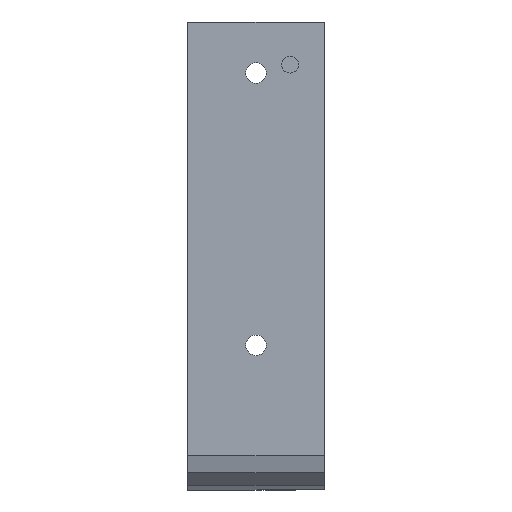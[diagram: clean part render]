
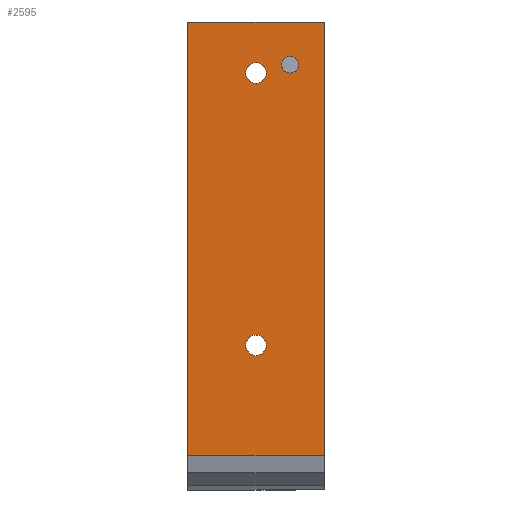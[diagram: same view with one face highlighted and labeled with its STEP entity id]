
A CAD part, front view. The second image highlights one B-rep face of the part: STEP entity #2595.
In plain terms, the highlighted planar face has unit normal (0, -1, 0).
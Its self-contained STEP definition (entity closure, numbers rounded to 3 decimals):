
#1030 = PLANE('',#1031);
#1031 = AXIS2_PLACEMENT_3D('',#1032,#1033,#1034);
#1032 = CARTESIAN_POINT('',(1710.,4074.357,53.524)
  );
#1033 = DIRECTION('',(-1.,0.,-0.));
#1034 = DIRECTION('',(0.,1.,0.));
#1086 = PLANE('',#1087);
#1087 = AXIS2_PLACEMENT_3D('',#1088,#1089,#1090);
#1088 = CARTESIAN_POINT('',(1790.,4074.357,53.524)
  );
#1089 = DIRECTION('',(1.,0.,0.));
#1090 = DIRECTION('',(0.,-1.,0.));
#1567 = VERTEX_POINT('',#1568);
#1568 = CARTESIAN_POINT('',(1710.,4000.,20.));
#1582 = PLANE('',#1583);
#1583 = AXIS2_PLACEMENT_3D('',#1584,#1585,#1586);
#1584 = CARTESIAN_POINT('',(1750.,4001.34,15.)
  );
#1585 = DIRECTION('',(0.,-0.966,
    -0.259));
#1586 = DIRECTION('',(0.,0.259,-0.966));
#1594 = EDGE_CURVE('',#1567,#1595,#1597,.T.);
#1595 = VERTEX_POINT('',#1596);
#1596 = CARTESIAN_POINT('',(1710.,4000.,275.));
#1597 = SURFACE_CURVE('',#1598,(#1602,#1609),.PCURVE_S1.);
#1598 = LINE('',#1599,#1600);
#1599 = CARTESIAN_POINT('',(1710.,4000.,20.));
#1600 = VECTOR('',#1601,1.);
#1601 = DIRECTION('',(0.,0.,1.));
#1602 = PCURVE('',#1030,#1603);
#1603 = DEFINITIONAL_REPRESENTATION('',(#1604),#1608);
#1604 = LINE('',#1605,#1606);
#1605 = CARTESIAN_POINT('',(-74.357,33.524));
#1606 = VECTOR('',#1607,1.);
#1607 = DIRECTION('',(0.,-1.));
#1608 = ( GEOMETRIC_REPRESENTATION_CONTEXT(2) 
PARAMETRIC_REPRESENTATION_CONTEXT() REPRESENTATION_CONTEXT('2D SPACE',''
  ) );
#1609 = PCURVE('',#1610,#1615);
#1610 = PLANE('',#1611);
#1611 = AXIS2_PLACEMENT_3D('',#1612,#1613,#1614);
#1612 = CARTESIAN_POINT('',(1750.,4000.,147.5));
#1613 = DIRECTION('',(0.,-1.,0.));
#1614 = DIRECTION('',(1.,0.,0.));
#1615 = DEFINITIONAL_REPRESENTATION('',(#1616),#1620);
#1616 = LINE('',#1617,#1618);
#1617 = CARTESIAN_POINT('',(-40.,-127.5));
#1618 = VECTOR('',#1619,1.);
#1619 = DIRECTION('',(0.,1.));
#1620 = ( GEOMETRIC_REPRESENTATION_CONTEXT(2) 
PARAMETRIC_REPRESENTATION_CONTEXT() REPRESENTATION_CONTEXT('2D SPACE',''
  ) );
#1636 = PLANE('',#1637);
#1637 = AXIS2_PLACEMENT_3D('',#1638,#1639,#1640);
#1638 = CARTESIAN_POINT('',(1750.,4004.,275.));
#1639 = DIRECTION('',(0.,0.,1.));
#1640 = DIRECTION('',(-1.,-0.,0.));
#1749 = EDGE_CURVE('',#1750,#1752,#1754,.T.);
#1750 = VERTEX_POINT('',#1751);
#1751 = CARTESIAN_POINT('',(1790.,4000.,20.));
#1752 = VERTEX_POINT('',#1753);
#1753 = CARTESIAN_POINT('',(1790.,4000.,275.));
#1754 = SURFACE_CURVE('',#1755,(#1759,#1766),.PCURVE_S1.);
#1755 = LINE('',#1756,#1757);
#1756 = CARTESIAN_POINT('',(1790.,4000.,20.));
#1757 = VECTOR('',#1758,1.);
#1758 = DIRECTION('',(0.,0.,1.));
#1759 = PCURVE('',#1086,#1760);
#1760 = DEFINITIONAL_REPRESENTATION('',(#1761),#1765);
#1761 = LINE('',#1762,#1763);
#1762 = CARTESIAN_POINT('',(74.357,33.524));
#1763 = VECTOR('',#1764,1.);
#1764 = DIRECTION('',(0.,-1.));
#1765 = ( GEOMETRIC_REPRESENTATION_CONTEXT(2) 
PARAMETRIC_REPRESENTATION_CONTEXT() REPRESENTATION_CONTEXT('2D SPACE',''
  ) );
#1766 = PCURVE('',#1610,#1767);
#1767 = DEFINITIONAL_REPRESENTATION('',(#1768),#1772);
#1768 = LINE('',#1769,#1770);
#1769 = CARTESIAN_POINT('',(40.,-127.5));
#1770 = VECTOR('',#1771,1.);
#1771 = DIRECTION('',(0.,1.));
#1772 = ( GEOMETRIC_REPRESENTATION_CONTEXT(2) 
PARAMETRIC_REPRESENTATION_CONTEXT() REPRESENTATION_CONTEXT('2D SPACE',''
  ) );
#2360 = CYLINDRICAL_SURFACE('',#2361,6.);
#2361 = AXIS2_PLACEMENT_3D('',#2362,#2363,#2364);
#2362 = CARTESIAN_POINT('',(1750.,3999.9,85.));
#2363 = DIRECTION('',(0.,-1.,0.));
#2364 = DIRECTION('',(0.,0.,-1.));
#2394 = CYLINDRICAL_SURFACE('',#2395,5.);
#2395 = AXIS2_PLACEMENT_3D('',#2396,#2397,#2398);
#2396 = CARTESIAN_POINT('',(1770.,3999.9,250.));
#2397 = DIRECTION('',(0.,-1.,0.));
#2398 = DIRECTION('',(0.,0.,-1.));
#2428 = CYLINDRICAL_SURFACE('',#2429,6.);
#2429 = AXIS2_PLACEMENT_3D('',#2430,#2431,#2432);
#2430 = CARTESIAN_POINT('',(1750.,3999.9,245.));
#2431 = DIRECTION('',(0.,-1.,0.));
#2432 = DIRECTION('',(0.,0.,-1.));
#2574 = EDGE_CURVE('',#1750,#1567,#2575,.T.);
#2575 = SURFACE_CURVE('',#2576,(#2580,#2587),.PCURVE_S1.);
#2576 = LINE('',#2577,#2578);
#2577 = CARTESIAN_POINT('',(1790.,4000.,20.));
#2578 = VECTOR('',#2579,1.);
#2579 = DIRECTION('',(-1.,-0.,0.));
#2580 = PCURVE('',#1582,#2581);
#2581 = DEFINITIONAL_REPRESENTATION('',(#2582),#2586);
#2582 = LINE('',#2583,#2584);
#2583 = CARTESIAN_POINT('',(-5.176,40.));
#2584 = VECTOR('',#2585,1.);
#2585 = DIRECTION('',(0.,-1.));
#2586 = ( GEOMETRIC_REPRESENTATION_CONTEXT(2) 
PARAMETRIC_REPRESENTATION_CONTEXT() REPRESENTATION_CONTEXT('2D SPACE',''
  ) );
#2587 = PCURVE('',#1610,#2588);
#2588 = DEFINITIONAL_REPRESENTATION('',(#2589),#2593);
#2589 = LINE('',#2590,#2591);
#2590 = CARTESIAN_POINT('',(40.,-127.5));
#2591 = VECTOR('',#2592,1.);
#2592 = DIRECTION('',(-1.,0.));
#2593 = ( GEOMETRIC_REPRESENTATION_CONTEXT(2) 
PARAMETRIC_REPRESENTATION_CONTEXT() REPRESENTATION_CONTEXT('2D SPACE',''
  ) );
#2595 = ADVANCED_FACE('',(#2596,#2622,#2647,#2672),#1610,.T.);
#2596 = FACE_BOUND('',#2597,.T.);
#2597 = EDGE_LOOP('',(#2598,#2599,#2600,#2601));
#2598 = ORIENTED_EDGE('',*,*,#1594,.F.);
#2599 = ORIENTED_EDGE('',*,*,#2574,.F.);
#2600 = ORIENTED_EDGE('',*,*,#1749,.T.);
#2601 = ORIENTED_EDGE('',*,*,#2602,.T.);
#2602 = EDGE_CURVE('',#1752,#1595,#2603,.T.);
#2603 = SURFACE_CURVE('',#2604,(#2608,#2615),.PCURVE_S1.);
#2604 = LINE('',#2605,#2606);
#2605 = CARTESIAN_POINT('',(1790.,4000.,275.));
#2606 = VECTOR('',#2607,1.);
#2607 = DIRECTION('',(-1.,0.,0.));
#2608 = PCURVE('',#1610,#2609);
#2609 = DEFINITIONAL_REPRESENTATION('',(#2610),#2614);
#2610 = LINE('',#2611,#2612);
#2611 = CARTESIAN_POINT('',(40.,127.5));
#2612 = VECTOR('',#2613,1.);
#2613 = DIRECTION('',(-1.,0.));
#2614 = ( GEOMETRIC_REPRESENTATION_CONTEXT(2) 
PARAMETRIC_REPRESENTATION_CONTEXT() REPRESENTATION_CONTEXT('2D SPACE',''
  ) );
#2615 = PCURVE('',#1636,#2616);
#2616 = DEFINITIONAL_REPRESENTATION('',(#2617),#2621);
#2617 = LINE('',#2618,#2619);
#2618 = CARTESIAN_POINT('',(-40.,4.));
#2619 = VECTOR('',#2620,1.);
#2620 = DIRECTION('',(1.,0.));
#2621 = ( GEOMETRIC_REPRESENTATION_CONTEXT(2) 
PARAMETRIC_REPRESENTATION_CONTEXT() REPRESENTATION_CONTEXT('2D SPACE',''
  ) );
#2622 = FACE_BOUND('',#2623,.T.);
#2623 = EDGE_LOOP('',(#2624));
#2624 = ORIENTED_EDGE('',*,*,#2625,.F.);
#2625 = EDGE_CURVE('',#2626,#2626,#2628,.T.);
#2626 = VERTEX_POINT('',#2627);
#2627 = CARTESIAN_POINT('',(1750.,4000.,79.));
#2628 = SURFACE_CURVE('',#2629,(#2634,#2641),.PCURVE_S1.);
#2629 = CIRCLE('',#2630,6.);
#2630 = AXIS2_PLACEMENT_3D('',#2631,#2632,#2633);
#2631 = CARTESIAN_POINT('',(1750.,4000.,85.));
#2632 = DIRECTION('',(0.,-1.,0.));
#2633 = DIRECTION('',(0.,0.,-1.));
#2634 = PCURVE('',#1610,#2635);
#2635 = DEFINITIONAL_REPRESENTATION('',(#2636),#2640);
#2636 = CIRCLE('',#2637,6.);
#2637 = AXIS2_PLACEMENT_2D('',#2638,#2639);
#2638 = CARTESIAN_POINT('',(0.,-62.5));
#2639 = DIRECTION('',(0.,-1.));
#2640 = ( GEOMETRIC_REPRESENTATION_CONTEXT(2) 
PARAMETRIC_REPRESENTATION_CONTEXT() REPRESENTATION_CONTEXT('2D SPACE',''
  ) );
#2641 = PCURVE('',#2360,#2642);
#2642 = DEFINITIONAL_REPRESENTATION('',(#2643),#2646);
#2643 = B_SPLINE_CURVE_WITH_KNOTS('',1,(#2644,#2645),.UNSPECIFIED.,.F.,
  .F.,(2,2),(0.,6.283),.PIECEWISE_BEZIER_KNOTS.);
#2644 = CARTESIAN_POINT('',(-6.283,-0.1));
#2645 = CARTESIAN_POINT('',(0.,-0.1));
#2646 = ( GEOMETRIC_REPRESENTATION_CONTEXT(2) 
PARAMETRIC_REPRESENTATION_CONTEXT() REPRESENTATION_CONTEXT('2D SPACE',''
  ) );
#2647 = FACE_BOUND('',#2648,.T.);
#2648 = EDGE_LOOP('',(#2649));
#2649 = ORIENTED_EDGE('',*,*,#2650,.F.);
#2650 = EDGE_CURVE('',#2651,#2651,#2653,.T.);
#2651 = VERTEX_POINT('',#2652);
#2652 = CARTESIAN_POINT('',(1770.,4000.,245.));
#2653 = SURFACE_CURVE('',#2654,(#2659,#2666),.PCURVE_S1.);
#2654 = CIRCLE('',#2655,5.);
#2655 = AXIS2_PLACEMENT_3D('',#2656,#2657,#2658);
#2656 = CARTESIAN_POINT('',(1770.,4000.,250.));
#2657 = DIRECTION('',(0.,-1.,0.));
#2658 = DIRECTION('',(0.,0.,-1.));
#2659 = PCURVE('',#1610,#2660);
#2660 = DEFINITIONAL_REPRESENTATION('',(#2661),#2665);
#2661 = CIRCLE('',#2662,5.);
#2662 = AXIS2_PLACEMENT_2D('',#2663,#2664);
#2663 = CARTESIAN_POINT('',(20.,102.5));
#2664 = DIRECTION('',(0.,-1.));
#2665 = ( GEOMETRIC_REPRESENTATION_CONTEXT(2) 
PARAMETRIC_REPRESENTATION_CONTEXT() REPRESENTATION_CONTEXT('2D SPACE',''
  ) );
#2666 = PCURVE('',#2394,#2667);
#2667 = DEFINITIONAL_REPRESENTATION('',(#2668),#2671);
#2668 = B_SPLINE_CURVE_WITH_KNOTS('',1,(#2669,#2670),.UNSPECIFIED.,.F.,
  .F.,(2,2),(0.,6.283),.PIECEWISE_BEZIER_KNOTS.);
#2669 = CARTESIAN_POINT('',(-6.283,-0.1));
#2670 = CARTESIAN_POINT('',(0.,-0.1));
#2671 = ( GEOMETRIC_REPRESENTATION_CONTEXT(2) 
PARAMETRIC_REPRESENTATION_CONTEXT() REPRESENTATION_CONTEXT('2D SPACE',''
  ) );
#2672 = FACE_BOUND('',#2673,.T.);
#2673 = EDGE_LOOP('',(#2674));
#2674 = ORIENTED_EDGE('',*,*,#2675,.F.);
#2675 = EDGE_CURVE('',#2676,#2676,#2678,.T.);
#2676 = VERTEX_POINT('',#2677);
#2677 = CARTESIAN_POINT('',(1750.,4000.,239.));
#2678 = SURFACE_CURVE('',#2679,(#2684,#2691),.PCURVE_S1.);
#2679 = CIRCLE('',#2680,6.);
#2680 = AXIS2_PLACEMENT_3D('',#2681,#2682,#2683);
#2681 = CARTESIAN_POINT('',(1750.,4000.,245.));
#2682 = DIRECTION('',(0.,-1.,0.));
#2683 = DIRECTION('',(0.,0.,-1.));
#2684 = PCURVE('',#1610,#2685);
#2685 = DEFINITIONAL_REPRESENTATION('',(#2686),#2690);
#2686 = CIRCLE('',#2687,6.);
#2687 = AXIS2_PLACEMENT_2D('',#2688,#2689);
#2688 = CARTESIAN_POINT('',(0.,97.5));
#2689 = DIRECTION('',(0.,-1.));
#2690 = ( GEOMETRIC_REPRESENTATION_CONTEXT(2) 
PARAMETRIC_REPRESENTATION_CONTEXT() REPRESENTATION_CONTEXT('2D SPACE',''
  ) );
#2691 = PCURVE('',#2428,#2692);
#2692 = DEFINITIONAL_REPRESENTATION('',(#2693),#2696);
#2693 = B_SPLINE_CURVE_WITH_KNOTS('',1,(#2694,#2695),.UNSPECIFIED.,.F.,
  .F.,(2,2),(0.,6.283),.PIECEWISE_BEZIER_KNOTS.);
#2694 = CARTESIAN_POINT('',(-6.283,-0.1));
#2695 = CARTESIAN_POINT('',(0.,-0.1));
#2696 = ( GEOMETRIC_REPRESENTATION_CONTEXT(2) 
PARAMETRIC_REPRESENTATION_CONTEXT() REPRESENTATION_CONTEXT('2D SPACE',''
  ) );
